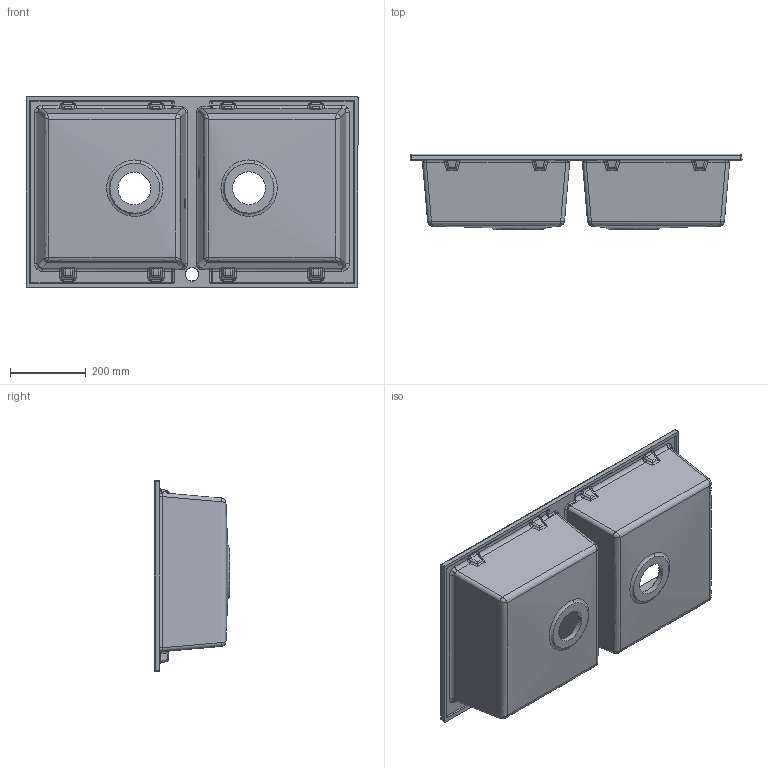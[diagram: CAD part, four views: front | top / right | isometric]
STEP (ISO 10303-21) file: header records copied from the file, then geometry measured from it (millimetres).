
FILE_DESCRIPTION (( 'STEP AP214' ), '1' );
FILE_NAME ('Westeros.STEP', '2019-02-19T14:04:47', ( '' ), ( '' ), 'SwSTEP 2.0', 'SolidWorks 2018', '' );
FILE_SCHEMA (( 'AUTOMOTIVE_DESIGN' ));
Length unit declared in the file: millimetre
Products named in the file (2): Westeros
Bounding box: 875.1 x 199 x 504.1 mm (x, y, z)
Volume: 10495854.6 mm3; surface area: 1848169.6 mm2
Topology: 1 solids, 1 shells, 425 faces, 1032 edges, 590 vertices
Faces by surface type: bspline 172, cylinder 148, plane 55, sphere 28, torus 14, cone 8
Entity records: 20639 total; most frequent: CARTESIAN_POINT 12265, ORIENTED_EDGE 2008, DIRECTION 1454, EDGE_CURVE 1004, VERTEX_POINT 590, AXIS2_PLACEMENT_3D 579, EDGE_LOOP 444, FACE_OUTER_BOUND 425
